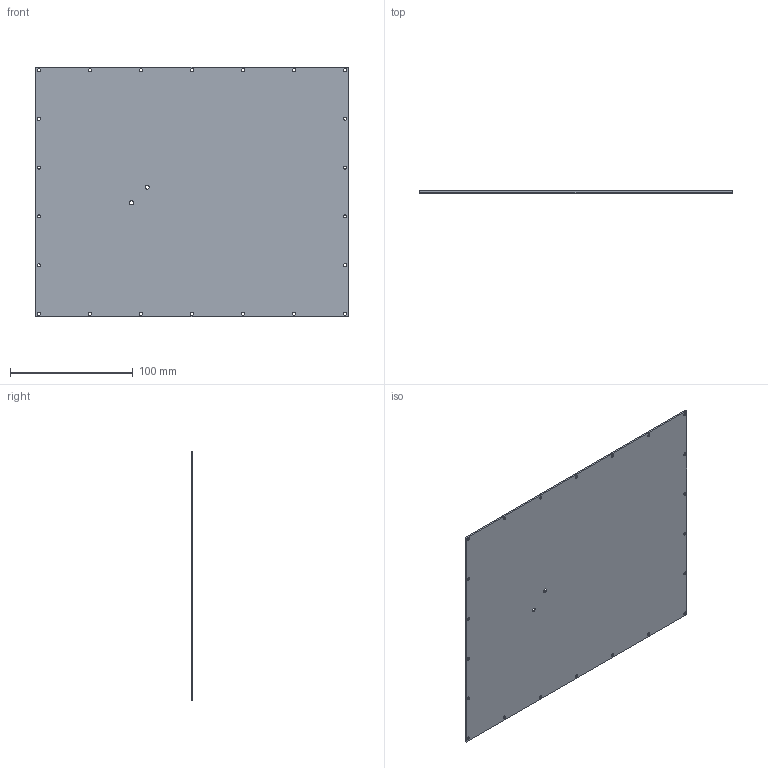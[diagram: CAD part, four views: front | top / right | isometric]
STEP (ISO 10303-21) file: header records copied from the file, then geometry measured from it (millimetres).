
FILE_DESCRIPTION(/* description */ (''),/* implementation_level */ '2;1');
FILE_NAME(/* name */ 'RFT 8x10 Cover-alt-base.stp',/* time_stamp */ '2017-03-16T13:22:46-07:00',/* author */ ('Zara'),/* organization */ (''),/* preprocessor_version */ 'ST-DEVELOPER v16.5',/* originating_system */ 'Autodesk Inventor 2017',/* authorisation */ '');
FILE_SCHEMA (('AUTOMOTIVE_DESIGN { 1 0 10303 214 3 1 1 }'));
Length unit declared in the file: inch
Products named in the file (1): RFT 8x10 Cover-alt-base
Bounding box: 254 x 1.52 x 203.2 mm (x, y, z)
Volume: 78371.7 mm3; surface area: 104595.5 mm2
Topology: 1 solids, 1 shells, 54 faces, 207 edges, 163 vertices
Faces by surface type: cone 24, cylinder 24, plane 6
Full cylindrical faces by diameter (mm): 2.438 x22, 3.251 x2
Entity records: 1822 total; most frequent: DIRECTION 362, CARTESIAN_POINT 287, AXIS2_PLACEMENT_3D 171, ORIENTED_EDGE 168, EDGE_LOOP 150, CIRCLE 116, FACE_BOUND 96, EDGE_CURVE 84
